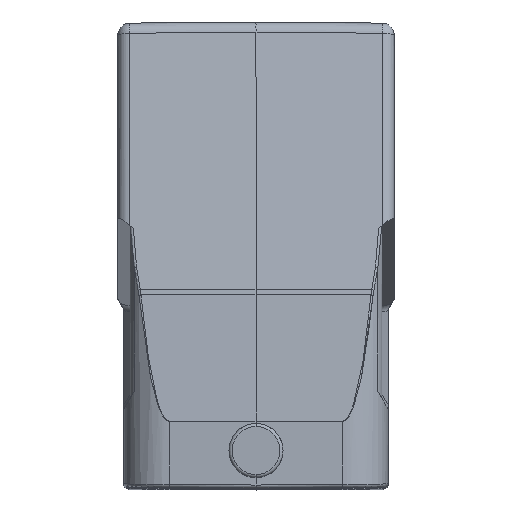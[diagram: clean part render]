
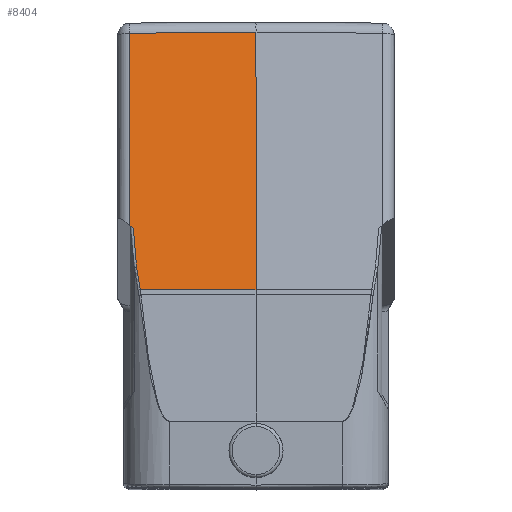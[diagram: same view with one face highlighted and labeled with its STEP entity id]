
A CAD part, top view. The second image highlights one B-rep face of the part: STEP entity #8404.
In plain terms, the highlighted planar face has unit normal (-0.009, 0.174, 0.985).
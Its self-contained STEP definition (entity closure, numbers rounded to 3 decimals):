
#179=DIRECTION('',(0.,-0.985,0.174));
#180=VECTOR('',#179,31.771);
#181=CARTESIAN_POINT('',(-20.517,19.584,50.546));
#182=LINE('',#181,#180);
#208=CARTESIAN_POINT('',(-20.517,-11.704,56.062));
#210=CARTESIAN_POINT('',(-19.449,-18.497,57.27));
#211=CARTESIAN_POINT('',(-19.749,-16.402,56.898));
#212=CARTESIAN_POINT('',(-19.895,-14.285,56.523));
#213=CARTESIAN_POINT('',(-19.963,-12.168,56.149));
#215=DIRECTION('',(-0.762,0.637,-0.119));
#216=VECTOR('',#215,0.727);
#217=CARTESIAN_POINT('',(-19.963,-12.168,56.149));
#218=LINE('',#217,#216);
#219=DIRECTION('',(1.,0.009,0.007));
#220=VECTOR('',#219,20.519);
#221=CARTESIAN_POINT('',(-20.517,19.584,50.546));
#222=LINE('',#221,#220);
#223=CARTESIAN_POINT('',(-18.848,-22.177,57.924));
#224=CARTESIAN_POINT('',(-19.075,-20.955,57.706));
#225=CARTESIAN_POINT('',(-19.272,-19.727,57.488));
#226=CARTESIAN_POINT('',(-19.449,-18.497,57.27));
#259=DIRECTION('',(1.,0.001,0.009));
#260=VECTOR('',#259,18.848);
#261=CARTESIAN_POINT('',(-18.848,-22.177,57.924));
#262=LINE('',#261,#260);
#303=DIRECTION('',(0.,0.985,-0.174));
#304=VECTOR('',#303,42.562);
#305=CARTESIAN_POINT('',(0.,-22.153,
58.087));
#306=LINE('',#305,#304);
#7139=VERTEX_POINT('',#208);
#7140=CARTESIAN_POINT('',(-20.517,19.584,50.546));
#7141=VERTEX_POINT('',#7140);
#7142=CARTESIAN_POINT('',(-19.963,-12.168,
56.149));
#7143=VERTEX_POINT('',#7142);
#7150=VERTEX_POINT('',#210);
#7151=CARTESIAN_POINT('',(0.,19.763,
50.696));
#7152=VERTEX_POINT('',#7151);
#7153=CARTESIAN_POINT('',(0.,-22.153,
58.087));
#7154=VERTEX_POINT('',#7153);
#7155=CARTESIAN_POINT('',(-18.848,-22.177,
57.924));
#7156=VERTEX_POINT('',#7155);
#8385=CARTESIAN_POINT('',(0.,21.415,50.404));
#8386=DIRECTION('',(-0.009,0.174,0.985));
#8387=DIRECTION('',(0.,-0.985,0.174));
#8388=AXIS2_PLACEMENT_3D('',#8385,#8386,#8387);
#8389=PLANE('',#8388);
#8391=ORIENTED_EDGE('',*,*,#8390,.T.);
#8392=ORIENTED_EDGE('',*,*,#8368,.T.);
#8393=ORIENTED_EDGE('',*,*,#8358,.F.);
#8395=ORIENTED_EDGE('',*,*,#8394,.T.);
#8397=ORIENTED_EDGE('',*,*,#8396,.F.);
#8399=ORIENTED_EDGE('',*,*,#8398,.F.);
#8401=ORIENTED_EDGE('',*,*,#8400,.T.);
#8402=EDGE_LOOP('',(#8391,#8392,#8393,#8395,#8397,#8399,#8401));
#8403=FACE_OUTER_BOUND('',#8402,.F.);
#214=B_SPLINE_CURVE_WITH_KNOTS('',3,(#210,#211,#212,#213),.UNSPECIFIED.,.F.,.F.,
(4,4),(0.,1.),.UNSPECIFIED.);
#227=B_SPLINE_CURVE_WITH_KNOTS('',3,(#223,#224,#225,#226),.UNSPECIFIED.,.F.,.F.,
(4,4),(0.,1.),.UNSPECIFIED.);
#8358=EDGE_CURVE('',#7141,#7139,#182,.T.);
#8368=EDGE_CURVE('',#7143,#7139,#218,.T.);
#8390=EDGE_CURVE('',#7150,#7143,#214,.T.);
#8394=EDGE_CURVE('',#7141,#7152,#222,.T.);
#8396=EDGE_CURVE('',#7154,#7152,#306,.T.);
#8398=EDGE_CURVE('',#7156,#7154,#262,.T.);
#8400=EDGE_CURVE('',#7156,#7150,#227,.T.);
#8404=ADVANCED_FACE('',(#8403),#8389,.T.);
